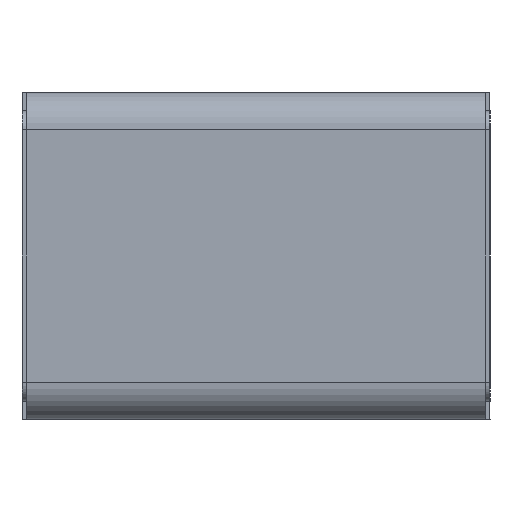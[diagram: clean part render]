
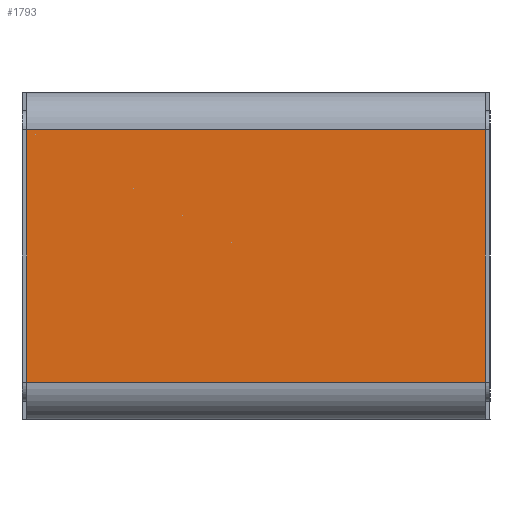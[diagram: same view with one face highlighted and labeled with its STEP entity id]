
A CAD part, left-side view. The second image highlights one B-rep face of the part: STEP entity #1793.
In plain terms, the highlighted planar face has unit normal (-1, 0, 0).
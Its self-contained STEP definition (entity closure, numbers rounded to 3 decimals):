
#676=DIRECTION('',(0.,0.,1.));
#677=VECTOR('',#676,0.27);
#678=CARTESIAN_POINT('',(-0.5,0.245,-0.135));
#679=LINE('',#678,#677);
#820=DIRECTION('',(0.,0.,1.));
#821=VECTOR('',#820,0.27);
#822=CARTESIAN_POINT('',(-0.5,-0.245,-0.135));
#823=LINE('',#822,#821);
#956=DIRECTION('',(0.,-1.,0.));
#957=VECTOR('',#956,0.49);
#958=CARTESIAN_POINT('',(-0.5,0.245,0.135));
#959=LINE('',#958,#957);
#963=DIRECTION('',(0.,-1.,0.));
#964=VECTOR('',#963,0.49);
#965=CARTESIAN_POINT('',(-0.5,0.245,-0.135));
#966=LINE('',#965,#964);
#1129=CARTESIAN_POINT('',(-0.5,-0.245,0.135));
#1131=VERTEX_POINT('',#1129);
#1132=CARTESIAN_POINT('',(-0.5,0.245,0.135));
#1133=VERTEX_POINT('',#1132);
#1152=CARTESIAN_POINT('',(-0.5,-0.245,-0.135));
#1154=VERTEX_POINT('',#1152);
#1158=CARTESIAN_POINT('',(-0.5,0.245,-0.135));
#1159=VERTEX_POINT('',#1158);
#1781=CARTESIAN_POINT('',(-0.5,-0.245,-0.175));
#1782=DIRECTION('',(-1.,0.,0.));
#1783=DIRECTION('',(0.,0.,1.));
#1784=AXIS2_PLACEMENT_3D('',#1781,#1782,#1783);
#1785=PLANE('',#1784);
#1787=ORIENTED_EDGE('',*,*,#1786,.T.);
#1788=ORIENTED_EDGE('',*,*,#1598,.F.);
#1789=ORIENTED_EDGE('',*,*,#1776,.F.);
#1790=ORIENTED_EDGE('',*,*,#1511,.T.);
#1791=EDGE_LOOP('',(#1787,#1788,#1789,#1790));
#1792=FACE_OUTER_BOUND('',#1791,.F.);
#1511=EDGE_CURVE('',#1159,#1133,#679,.T.);
#1598=EDGE_CURVE('',#1154,#1131,#823,.T.);
#1776=EDGE_CURVE('',#1159,#1154,#966,.T.);
#1786=EDGE_CURVE('',#1133,#1131,#959,.T.);
#1793=ADVANCED_FACE('',(#1792),#1785,.T.);
